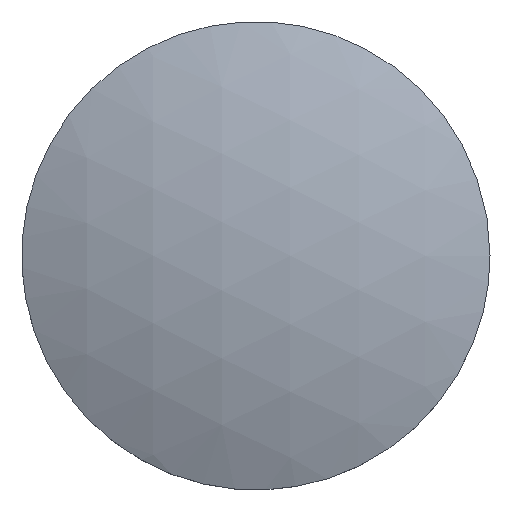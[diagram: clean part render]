
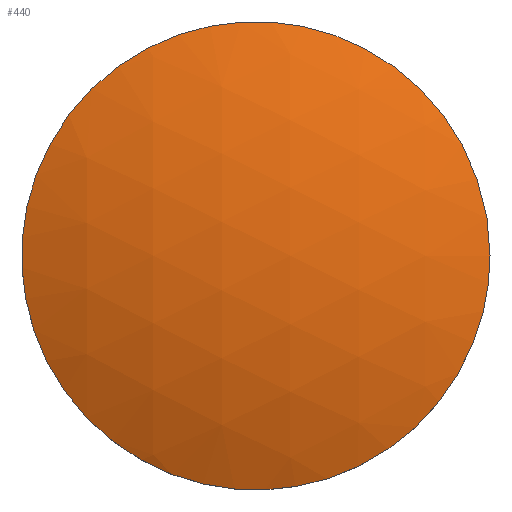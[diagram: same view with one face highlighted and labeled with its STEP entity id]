
A CAD part, top view. The second image highlights one B-rep face of the part: STEP entity #440.
In plain terms, the highlighted spherical face has radius 31.94 mm.
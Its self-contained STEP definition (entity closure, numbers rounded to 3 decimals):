
#230 = CARTESIAN_POINT ('', (12.5, 0., 5.452));
#240 = VERTEX_POINT ('', #230);
#250 = CARTESIAN_POINT ('', (12.5, 0., 5.452));
#260 = CARTESIAN_POINT ('', (12.5, 12.5, 5.452));
#270 = CARTESIAN_POINT ('', (0., 12.5, 5.452));
#280 = CARTESIAN_POINT ('', (-12.5, 12.5, 5.452));
#290 = CARTESIAN_POINT ('', (-12.5, 0., 5.452));
#300 = CARTESIAN_POINT ('', (-12.5, -12.5, 5.452));
#310 = CARTESIAN_POINT ('', (0., -12.5, 5.452));
#320 = CARTESIAN_POINT ('', (12.5, -12.5, 5.452));
#330 = CARTESIAN_POINT ('', (12.5, 0., 5.452));
#340 = (
   BOUNDED_CURVE ()
   B_SPLINE_CURVE (2, (#250, #260, #270, #280, #290, #300, #310, #320, #330), .UNSPECIFIED., .T., .U.)
   B_SPLINE_CURVE_WITH_KNOTS ((3, 2, 2, 2, 3), (0., 1.571, 3.142, 4.712, 6.283), .UNSPECIFIED.)
   CURVE ()
   GEOMETRIC_REPRESENTATION_ITEM ()
   RATIONAL_B_SPLINE_CURVE ((1., 0.707, 1., 0.707, 1., 0.707, 1., 0.707, 1.))
   REPRESENTATION_ITEM ('')
);
#350 = EDGE_CURVE ('', #240, #240, #340, .T.);
#360 = ORIENTED_EDGE ('', *, *, #350, .T.);
#370 = EDGE_LOOP ('', (#360));
#380 = FACE_OUTER_BOUND ('', #370, .T.);
#390 = CARTESIAN_POINT ('', (0., 0., -23.94));
#400 = DIRECTION ('', (-1., 0., 0.));
#410 = DIRECTION ('', (0., -1., 0.));
#420 = AXIS2_PLACEMENT_3D ('', #390, #400, #410);
#430 = SPHERICAL_SURFACE ('', #420, 31.94);
#440 = ADVANCED_FACE ('', (#380), #430, .T.);
